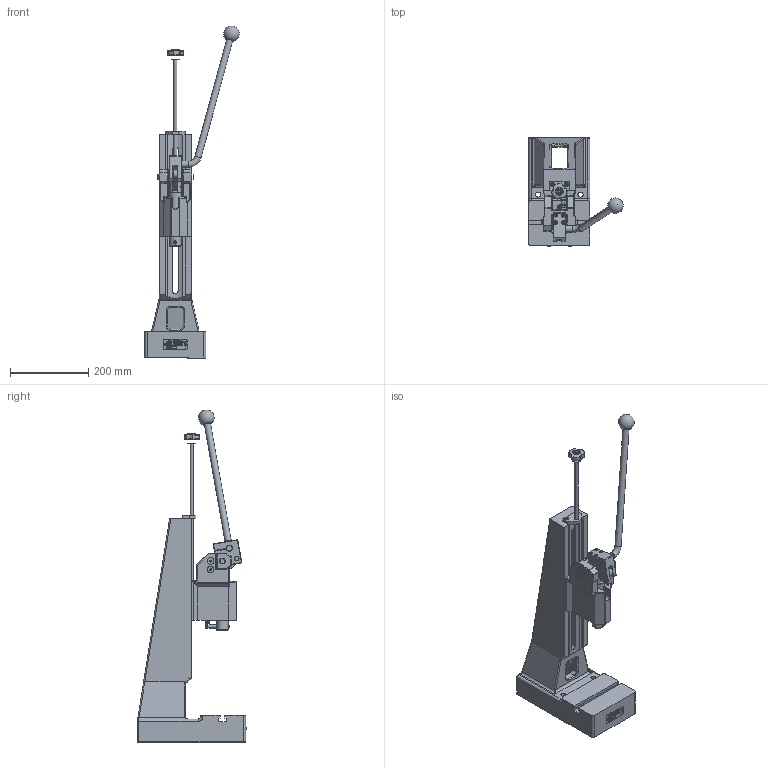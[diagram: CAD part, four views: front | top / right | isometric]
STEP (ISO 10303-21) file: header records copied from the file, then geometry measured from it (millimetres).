
FILE_DESCRIPTION(/* description */ ('L-EP 1200-60'),/* implementation_level */ '2;1');
FILE_NAME(/* name */ 'L-EP 1200-60-ENG-000456_V.stp',/* time_stamp */ '2023-09-29T09:32:43+02:00',/* author */ ('Finsterle'),/* organization */ (''),/* preprocessor_version */ 'ST-DEVELOPER v18.1',/* originating_system */ 'Autodesk Inventor 2022',/* authorisation */ '');
FILE_SCHEMA (('AUTOMOTIVE_DESIGN { 1 0 10303 214 3 1 1 }'));
Products named in the file (5): ENG-000456_V; ENG-000322_V; ENG-000411-2_V; ENG-000035; ENG-000755
Assembly tree (5 placements, depth 2):
  ENG-000456_V
    ENG-000322_V
    ENG-000411-2_V
    ENG-000035
    ENG-000755  x2
Bounding box: 240.88 x 276.8 x 846.87 mm (x, y, z)
Volume: 4401642.7 mm3; surface area: 687147.8 mm2
Topology: 7 solids, 21 shells, 6173 faces, 16936 edges, 11060 vertices
Faces by surface type: plane 3676, bspline 1826, cylinder 417, sphere 87, torus 85, cone 82
Full cylindrical faces by diameter (mm): 1.2 x2, 2.4 x4, 2.5 x4, 3 x6, 3.15 x1, 3.3 x2, 4.134 x4, 4.917 x4, 5 x9, 5.5 x4, 6 x2, 6.5 x4, 6.647 x4, 7.323 x1, 8 x10, 8.5 x4, 9.5 x5, 10 x3, 10.106 x3, 11 x3, 11.4 x1, 11.98 x4, 12 x5, 12.03 x2, 13 x5, 14.03 x3, 16 x2, 17 x3, 18 x3, 26 x2
Entity records: 219075 total; most frequent: CARTESIAN_POINT 68506, ORIENTED_EDGE 33642, DIRECTION 22909, EDGE_CURVE 16821, LINE 11963, VECTOR 11963, VERTEX_POINT 11052, EDGE_LOOP 6587
